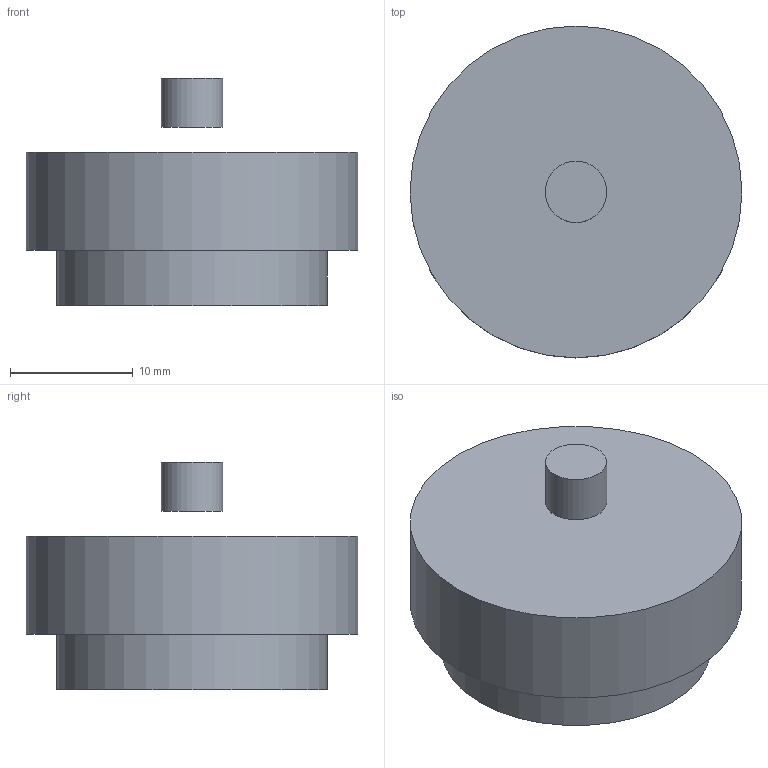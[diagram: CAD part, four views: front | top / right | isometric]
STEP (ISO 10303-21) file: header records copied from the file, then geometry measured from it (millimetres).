
FILE_DESCRIPTION(('Open CASCADE Model'),'2;1');
FILE_NAME('Open CASCADE Shape Model','2026-01-31T14:31:01',('Author'),( 'Open CASCADE'),'Open CASCADE STEP processor 7.8','Open CASCADE 7.8' ,'Unknown');
FILE_SCHEMA(('AUTOMOTIVE_DESIGN { 1 0 10303 214 1 1 1 1 }'));
Length unit declared in the file: millimetre
Products named in the file (3): Open CASCADE STEP translator 7.8 3; Open CASCADE STEP translator 7.8 3.1; Open CASCADE STEP translator 7.8 3.2
Assembly tree (2 placements, depth 2):
  Open CASCADE STEP translator 7.8 3
    Open CASCADE STEP translator 7.8 3.1
    Open CASCADE STEP translator 7.8 3.2
Bounding box: 27 x 27 x 18.5 mm (x, y, z)
Volume: 6369.6 mm3; surface area: 2236.8 mm2
Topology: 2 solids, 2 shells, 8 faces, 13 edges, 10 vertices
Faces by surface type: plane 5, cylinder 3
Full cylindrical faces by diameter (mm): 5 x1, 27 x1
Entity records: 412 total; most frequent: CARTESIAN_POINT 67, DIRECTION 67, ORIENTED_EDGE 26, PCURVE 26, DEFINITIONAL_REPRESENTATION 26, LINE 24, VECTOR 24, AXIS2_PLACEMENT_3D 19
